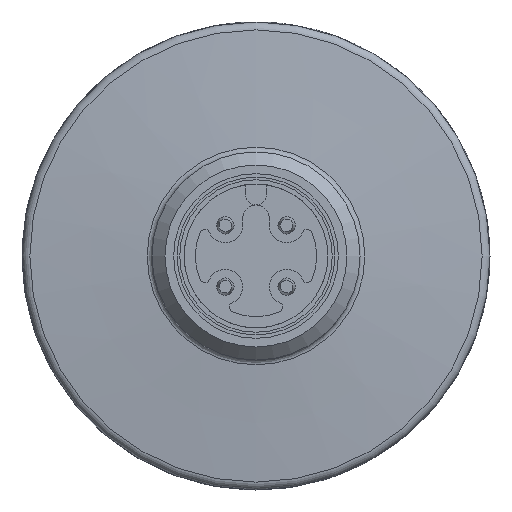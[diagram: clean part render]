
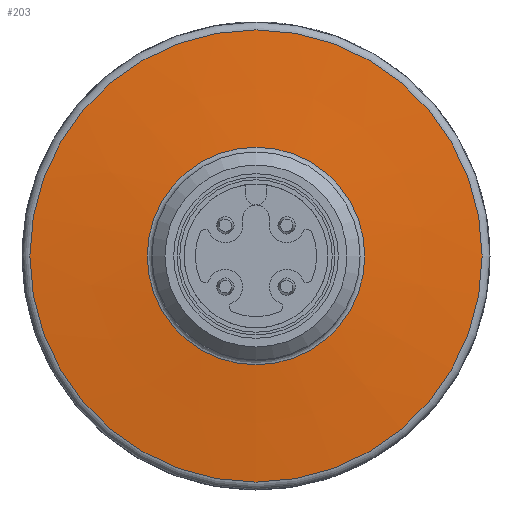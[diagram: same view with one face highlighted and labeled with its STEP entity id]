
A CAD part, front view. The second image highlights one B-rep face of the part: STEP entity #203.
In plain terms, the highlighted conical face has half-angle 85 degrees and reference radius 6 mm.
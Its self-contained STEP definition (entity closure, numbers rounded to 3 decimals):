
#203 = ADVANCED_FACE( '', ( #498, #499 ), #500, .T. );
#498 = FACE_BOUND( '', #928, .T. );
#499 = FACE_OUTER_BOUND( '', #929, .T. );
#500 = CONICAL_SURFACE( '', #930, 6., 1.484 );
#928 = EDGE_LOOP( '', ( #1458 ) );
#929 = EDGE_LOOP( '', ( #1459 ) );
#930 = AXIS2_PLACEMENT_3D( '', #1460, #1461, #1462 );
#1458 = ORIENTED_EDGE( '', *, *, #2142, .T. );
#1459 = ORIENTED_EDGE( '', *, *, #2184, .T. );
#1460 = CARTESIAN_POINT( '', ( -0.018, -5.5, 0.032 ) );
#1461 = DIRECTION( '', ( 0., 1., 0. ) );
#1462 = DIRECTION( '', ( 0., 0., -1. ) );
#2142 = EDGE_CURVE( '', #2512, #2512, #2513, .T. );
#2184 = EDGE_CURVE( '', #2577, #2577, #2578, .T. );
#2512 = VERTEX_POINT( '', #3079 );
#2513 = CIRCLE( '', #3080, 6.274 );
#2577 = VERTEX_POINT( '', #3180 );
#2578 = CIRCLE( '', #3181, 13.044 );
#3079 = CARTESIAN_POINT( '', ( -0.018, -5.476, -6.242 ) );
#3080 = AXIS2_PLACEMENT_3D( '', #3646, #3647, #3648 );
#3180 = CARTESIAN_POINT( '', ( -0.018, -4.884, 13.076 ) );
#3181 = AXIS2_PLACEMENT_3D( '', #3711, #3712, #3713 );
#3646 = CARTESIAN_POINT( '', ( -0.018, -5.476, 0.032 ) );
#3647 = DIRECTION( '', ( 0., 1., 0. ) );
#3648 = DIRECTION( '', ( 0., 0., -1. ) );
#3711 = CARTESIAN_POINT( '', ( -0.018, -4.884, 0.032 ) );
#3712 = DIRECTION( '', ( 0., -1., 0. ) );
#3713 = DIRECTION( '', ( 0., 0., 1. ) );
